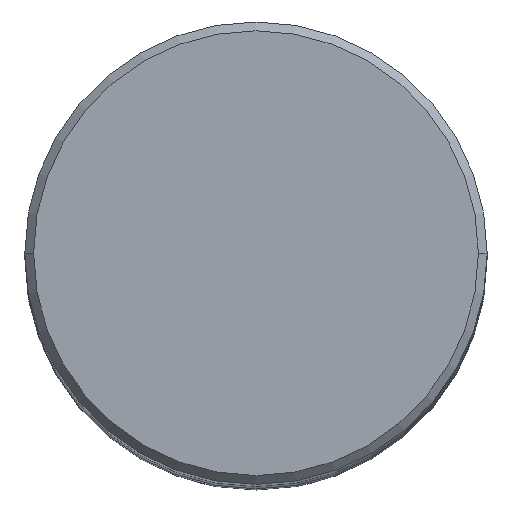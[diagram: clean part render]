
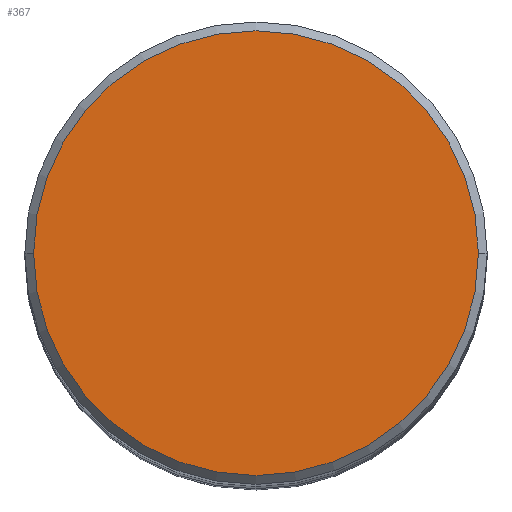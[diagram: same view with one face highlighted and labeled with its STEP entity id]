
A CAD part, top view. The second image highlights one B-rep face of the part: STEP entity #367.
In plain terms, the highlighted planar face has unit normal (0, 0, 1).
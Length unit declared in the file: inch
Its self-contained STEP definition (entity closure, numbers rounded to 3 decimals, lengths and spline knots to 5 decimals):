
#22 = AXIS2_PLACEMENT_3D ( 'NONE', #117, #364, #214 ) ;
#28 = ORIENTED_EDGE ( 'NONE', *, *, #274, .T. ) ;
#60 = CARTESIAN_POINT ( 'NONE',  ( 0.3787, 0., 5.90551 ) ) ;
#77 = VERTEX_POINT ( 'NONE', #60 ) ;
#78 = EDGE_CURVE ( 'NONE', #221, #77, #146, .T. ) ;
#90 = CARTESIAN_POINT ( 'NONE',  ( -0.3787, 0., 5.90551 ) ) ;
#94 = EDGE_LOOP ( 'NONE', ( #230, #28 ) ) ;
#111 = DIRECTION ( 'NONE',  ( 0., 0., 1. ) ) ;
#117 = CARTESIAN_POINT ( 'NONE',  ( 0., 0., 5.90551 ) ) ;
#126 = AXIS2_PLACEMENT_3D ( 'NONE', #148, #111, #402 ) ;
#146 = CIRCLE ( 'NONE', #126, 0.3787 ) ;
#148 = CARTESIAN_POINT ( 'NONE',  ( 0., 0., 5.90551 ) ) ;
#194 = PLANE ( 'NONE',  #265 ) ;
#196 = CARTESIAN_POINT ( 'NONE',  ( 0., 0., 5.90551 ) ) ;
#214 = DIRECTION ( 'NONE',  ( 1., 0., 0. ) ) ;
#221 = VERTEX_POINT ( 'NONE', #90 ) ;
#230 = ORIENTED_EDGE ( 'NONE', *, *, #78, .T. ) ;
#265 = AXIS2_PLACEMENT_3D ( 'NONE', #196, #293, #322 ) ;
#274 = EDGE_CURVE ( 'NONE', #77, #221, #339, .T. ) ;
#293 = DIRECTION ( 'NONE',  ( 0., 0., 1. ) ) ;
#322 = DIRECTION ( 'NONE',  ( 1., 0., 0. ) ) ;
#339 = CIRCLE ( 'NONE', #22, 0.3787 ) ;
#364 = DIRECTION ( 'NONE',  ( 0., 0., 1. ) ) ;
#367 = ADVANCED_FACE ( 'NONE', ( #376 ), #194, .T. ) ;
#376 = FACE_OUTER_BOUND ( 'NONE', #94, .T. ) ;
#402 = DIRECTION ( 'NONE',  ( 1., 0., 0. ) ) ;
